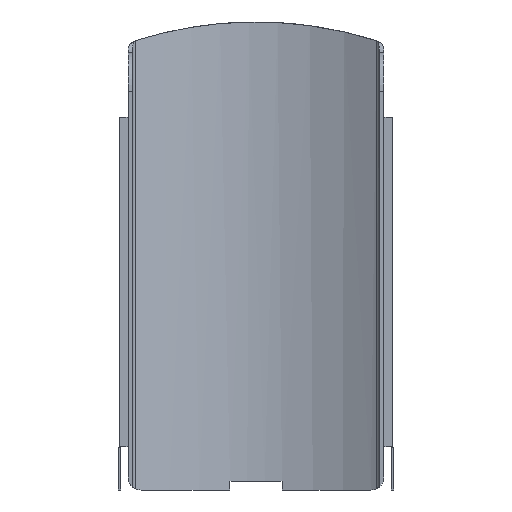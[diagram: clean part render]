
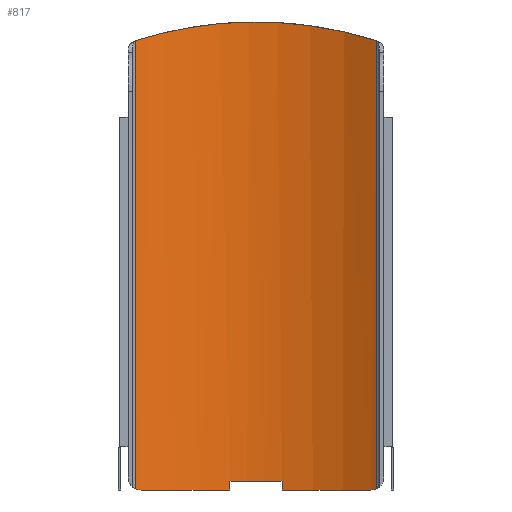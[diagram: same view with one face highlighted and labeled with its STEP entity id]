
A CAD part, front view. The second image highlights one B-rep face of the part: STEP entity #817.
In plain terms, the highlighted cylindrical face has radius 54 mm (diameter 108 mm), a partial arc.
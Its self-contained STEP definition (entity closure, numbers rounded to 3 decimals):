
#19=B_SPLINE_CURVE_WITH_KNOTS('',3,(#1190,#1191,#1192,#1193,#1194,#1195),
 .UNSPECIFIED.,.F.,.F.,(4,2,4),(0.482,0.615,0.626),
 .UNSPECIFIED.);
#23=B_SPLINE_CURVE_WITH_KNOTS('',3,(#1235,#1236,#1237,#1238,#1239,#1240),
 .UNSPECIFIED.,.F.,.F.,(4,2,4),(1.319,1.331,1.463),
 .UNSPECIFIED.);
#25=B_SPLINE_CURVE_WITH_KNOTS('',3,(#1325,#1326,#1327,#1328,#1329,#1330,
#1331,#1332,#1333,#1334,#1335,#1336,#1337,#1338),.UNSPECIFIED.,.F.,.F.,
(4,2,2,2,2,2,4),(5.547,6.297,7.342,8.387,
9.432,10.477,11.227),.UNSPECIFIED.);
#47=CIRCLE('',#865,54.);
#48=CIRCLE('',#867,54.);
#50=CIRCLE('',#871,54.);
#64=CYLINDRICAL_SURFACE('',#883,54.);
#104=FACE_OUTER_BOUND('',#152,.T.);
#152=EDGE_LOOP('',(#691,#692,#693,#694,#695,#696,#697,#698,#699,#700));
#220=LINE('',#1298,#300);
#224=LINE('',#1309,#304);
#229=LINE('',#1452,#309);
#230=LINE('',#1453,#310);
#300=VECTOR('',#1027,2.);
#304=VECTOR('',#1039,2.);
#309=VECTOR('',#1064,103.376);
#310=VECTOR('',#1065,103.376);
#352=VERTEX_POINT('',#1187);
#353=VERTEX_POINT('',#1189);
#360=VERTEX_POINT('',#1225);
#361=VERTEX_POINT('',#1234);
#374=VERTEX_POINT('',#1285);
#377=VERTEX_POINT('',#1292);
#378=VERTEX_POINT('',#1297);
#380=VERTEX_POINT('',#1303);
#385=VERTEX_POINT('',#1319);
#386=VERTEX_POINT('',#1324);
#438=EDGE_CURVE('',#352,#353,#19,.T.);
#446=EDGE_CURVE('',#360,#361,#23,.T.);
#472=EDGE_CURVE('',#374,#361,#47,.T.);
#474=EDGE_CURVE('',#352,#377,#48,.T.);
#476=EDGE_CURVE('',#377,#378,#220,.T.);
#479=EDGE_CURVE('',#378,#380,#50,.T.);
#482=EDGE_CURVE('',#380,#374,#224,.T.);
#488=EDGE_CURVE('',#386,#385,#25,.T.);
#503=EDGE_CURVE('',#386,#360,#229,.T.);
#504=EDGE_CURVE('',#353,#385,#230,.T.);
#691=ORIENTED_EDGE('',*,*,#503,.F.);
#692=ORIENTED_EDGE('',*,*,#488,.T.);
#693=ORIENTED_EDGE('',*,*,#504,.F.);
#694=ORIENTED_EDGE('',*,*,#438,.F.);
#695=ORIENTED_EDGE('',*,*,#474,.T.);
#696=ORIENTED_EDGE('',*,*,#476,.T.);
#697=ORIENTED_EDGE('',*,*,#479,.T.);
#698=ORIENTED_EDGE('',*,*,#482,.T.);
#699=ORIENTED_EDGE('',*,*,#472,.T.);
#700=ORIENTED_EDGE('',*,*,#446,.F.);
#817=ADVANCED_FACE('',(#104),#64,.F.);
#865=AXIS2_PLACEMENT_3D('',#1289,#1016,#1017);
#867=AXIS2_PLACEMENT_3D('',#1294,#1021,#1022);
#871=AXIS2_PLACEMENT_3D('',#1304,#1032,#1033);
#883=AXIS2_PLACEMENT_3D('',#1451,#1062,#1063);
#1016=DIRECTION('center_axis',(0.,0.,-1.));
#1017=DIRECTION('ref_axis',(-0.528,-0.849,0.));
#1021=DIRECTION('center_axis',(0.,0.,-1.));
#1022=DIRECTION('ref_axis',(-0.528,-0.849,0.));
#1027=DIRECTION('',(0.,0.,1.));
#1032=DIRECTION('center_axis',(0.,0.,-1.));
#1033=DIRECTION('ref_axis',(-0.528,-0.849,0.));
#1039=DIRECTION('',(0.,0.,-1.));
#1062=DIRECTION('center_axis',(0.,0.,1.));
#1063=DIRECTION('ref_axis',(-0.528,-0.849,0.));
#1064=DIRECTION('',(0.,0.,-1.));
#1065=DIRECTION('',(0.,0.,1.));
#1187=CARTESIAN_POINT('',(-26.5,30.939,0.));
#1189=CARTESIAN_POINT('',(-27.771,30.199,0.283));
#1190=CARTESIAN_POINT('Ctrl Pts',(-26.5,30.939,0.));
#1191=CARTESIAN_POINT('Ctrl Pts',(-26.885,30.722,0.));
#1192=CARTESIAN_POINT('Ctrl Pts',(-27.296,30.483,0.078));
#1193=CARTESIAN_POINT('Ctrl Pts',(-27.708,30.237,0.254));
#1194=CARTESIAN_POINT('Ctrl Pts',(-27.74,30.218,0.268));
#1195=CARTESIAN_POINT('Ctrl Pts',(-27.771,30.199,0.283));
#1225=CARTESIAN_POINT('',(27.771,30.199,0.283));
#1234=CARTESIAN_POINT('',(26.5,30.939,0.));
#1235=CARTESIAN_POINT('Ctrl Pts',(27.771,30.199,0.283));
#1236=CARTESIAN_POINT('Ctrl Pts',(27.74,30.218,0.268));
#1237=CARTESIAN_POINT('Ctrl Pts',(27.708,30.237,0.254));
#1238=CARTESIAN_POINT('Ctrl Pts',(27.296,30.483,0.078));
#1239=CARTESIAN_POINT('Ctrl Pts',(26.885,30.722,0.));
#1240=CARTESIAN_POINT('Ctrl Pts',(26.5,30.939,0.));
#1285=CARTESIAN_POINT('',(6.,37.554,0.));
#1289=CARTESIAN_POINT('Origin',(0.,-16.112,
0.));
#1292=CARTESIAN_POINT('',(-6.,37.554,0.));
#1294=CARTESIAN_POINT('Origin',(0.,-16.112,
0.));
#1297=CARTESIAN_POINT('',(-6.,37.554,2.));
#1298=CARTESIAN_POINT('',(-6.,37.554,0.));
#1303=CARTESIAN_POINT('',(6.,37.554,2.));
#1304=CARTESIAN_POINT('Origin',(0.,-16.112,
2.));
#1309=CARTESIAN_POINT('',(6.,37.554,0.));
#1319=CARTESIAN_POINT('',(-27.771,30.199,103.659));
#1324=CARTESIAN_POINT('',(27.771,30.199,103.659));
#1325=CARTESIAN_POINT('Ctrl Pts',(27.771,30.199,103.659));
#1326=CARTESIAN_POINT('Ctrl Pts',(25.591,31.507,104.357));
#1327=CARTESIAN_POINT('Ctrl Pts',(23.294,32.674,105.002));
#1328=CARTESIAN_POINT('Ctrl Pts',(17.599,35.066,106.347));
#1329=CARTESIAN_POINT('Ctrl Pts',(14.117,36.134,106.969));
#1330=CARTESIAN_POINT('Ctrl Pts',(7.059,37.545,107.795));
#1331=CARTESIAN_POINT('Ctrl Pts',(3.484,37.888,108.));
#1332=CARTESIAN_POINT('Ctrl Pts',(-3.484,37.888,108.));
#1333=CARTESIAN_POINT('Ctrl Pts',(-7.059,37.545,107.795));
#1334=CARTESIAN_POINT('Ctrl Pts',(-14.117,36.134,106.969));
#1335=CARTESIAN_POINT('Ctrl Pts',(-17.599,35.066,106.347));
#1336=CARTESIAN_POINT('Ctrl Pts',(-23.294,32.674,105.002));
#1337=CARTESIAN_POINT('Ctrl Pts',(-25.591,31.507,104.357));
#1338=CARTESIAN_POINT('Ctrl Pts',(-27.771,30.199,103.659));
#1451=CARTESIAN_POINT('Origin',(0.,-16.112,
0.));
#1452=CARTESIAN_POINT('',(27.771,30.199,0.));
#1453=CARTESIAN_POINT('',(-27.771,30.199,0.));
